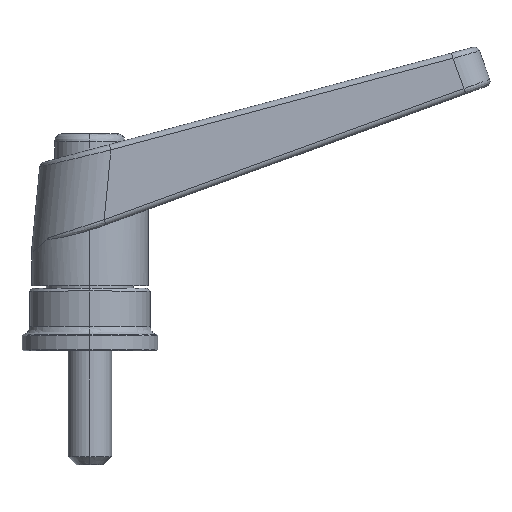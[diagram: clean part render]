
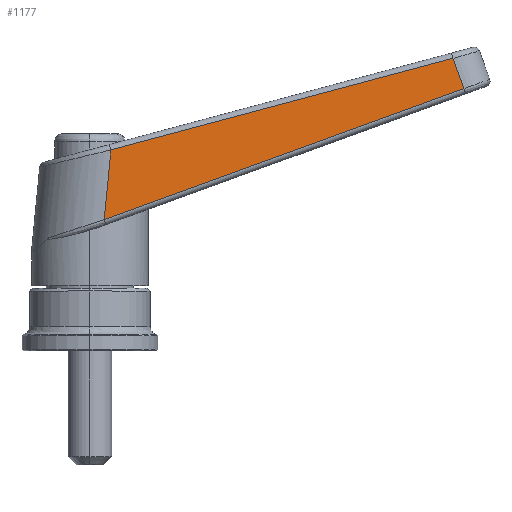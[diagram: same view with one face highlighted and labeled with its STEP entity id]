
A CAD part, top view. The second image highlights one B-rep face of the part: STEP entity #1177.
In plain terms, the highlighted planar face has unit normal (0.087, 0, 0.996).
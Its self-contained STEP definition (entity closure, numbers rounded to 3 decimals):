
#453=EDGE_CURVE('NONE',#1165,#519,#1308,.T.);
#519=VERTEX_POINT('NONE',#1383);
#593=EDGE_CURVE('NONE',#929,#871,#1467,.T.);
#659=EDGE_CURVE('NONE',#871,#1165,#1543,.T.);
#871=VERTEX_POINT('NONE',#1775);
#929=VERTEX_POINT('NONE',#1837);
#1079=EDGE_CURVE('NONE',#519,#929,#2003,.T.);
#1165=VERTEX_POINT('NONE',#2097);
#1177=ADVANCED_FACE('NONE',(#2110),#2111,.F.);
#1308=LINE('',#2249,#2250);
#1383=CARTESIAN_POINT('',(3.882,36.981,11.455));
#1467=LINE('',#2709,#2710);
#1543=LINE('',#2982,#2983);
#1775=CARTESIAN_POINT('',(68.923,48.278,5.765));
#1837=CARTESIAN_POINT('',(66.89,53.864,5.943));
#2003=LINE('',#4398,#4399);
#2097=CARTESIAN_POINT('',(2.647,24.155,11.563));
#2110=FACE_OUTER_BOUND('',#4741,.T.);
#2111=PLANE('',#4742);
#2249=CARTESIAN_POINT('',(3.528,33.307,11.486));
#2250=VECTOR('',#5148,1000.0);
#2709=CARTESIAN_POINT('',(66.89,53.864,5.943));
#2710=VECTOR('',#5331,1000.0);
#2982=CARTESIAN_POINT('',(68.923,48.278,5.765));
#2983=VECTOR('',#5428,1000.0);
#4398=CARTESIAN_POINT('',(0.206,35.996,11.777));
#4399=VECTOR('',#5842,1000.0);
#4741=EDGE_LOOP('',(#5930,#5931,#5932,#5933));
#4742=AXIS2_PLACEMENT_3D('',#5934,#5935,#5936);
#5148=DIRECTION('',(0.096,0.995,-0.008));
#5331=DIRECTION('',(0.342,-0.939,-0.03));
#5428=DIRECTION('',(-0.937,-0.341,0.082));
#5842=DIRECTION('',(0.962,0.258,-0.084));
#5930=ORIENTED_EDGE('',*,*,#453,.F.);
#5931=ORIENTED_EDGE('',*,*,#659,.F.);
#5932=ORIENTED_EDGE('',*,*,#593,.F.);
#5933=ORIENTED_EDGE('',*,*,#1079,.F.);
#5934=CARTESIAN_POINT('',(1.024,63.0,11.705));
#5935=DIRECTION('',(-0.087,0.0,-0.996));
#5936=DIRECTION('',(-0.996,0.0,0.087));
